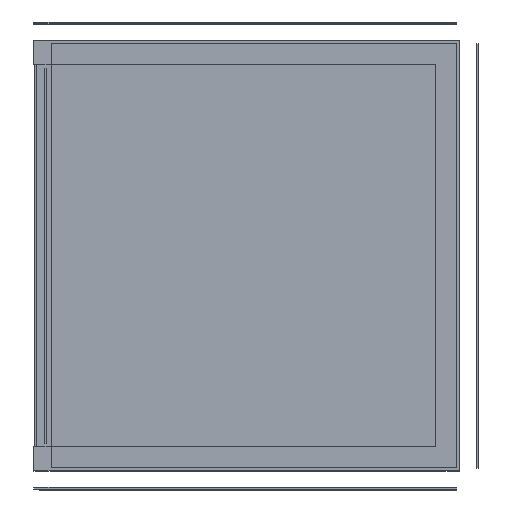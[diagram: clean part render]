
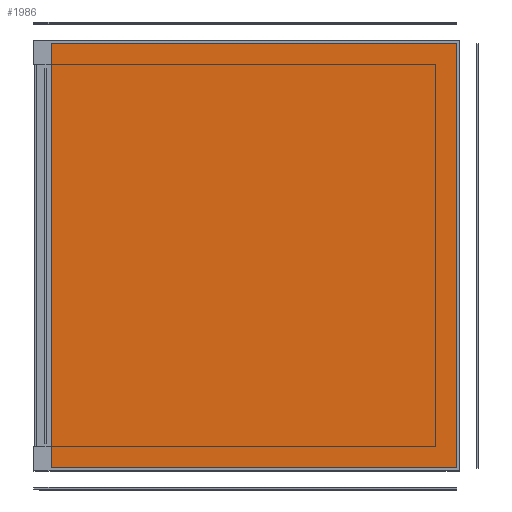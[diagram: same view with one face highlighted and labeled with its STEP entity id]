
A CAD part, top view. The second image highlights one B-rep face of the part: STEP entity #1986.
In plain terms, the highlighted planar face has unit normal (0, 0, 1).
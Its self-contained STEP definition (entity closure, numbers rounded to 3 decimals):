
#46=FACE_OUTER_BOUND('',#169,.T.);
#169=EDGE_LOOP('',(#1319,#1320,#1321,#1322));
#293=LINE('',#2797,#571);
#296=LINE('',#2803,#574);
#299=LINE('',#2809,#577);
#302=LINE('',#2813,#580);
#571=VECTOR('',#2269,10.);
#574=VECTOR('',#2274,10.);
#577=VECTOR('',#2279,10.);
#580=VECTOR('',#2284,10.);
#849=VERTEX_POINT('',#2794);
#850=VERTEX_POINT('',#2796);
#852=VERTEX_POINT('',#2802);
#854=VERTEX_POINT('',#2808);
#1027=EDGE_CURVE('',#850,#849,#293,.T.);
#1030=EDGE_CURVE('',#852,#850,#296,.T.);
#1033=EDGE_CURVE('',#854,#852,#299,.T.);
#1036=EDGE_CURVE('',#849,#854,#302,.T.);
#1319=ORIENTED_EDGE('',*,*,#1036,.T.);
#1320=ORIENTED_EDGE('',*,*,#1033,.T.);
#1321=ORIENTED_EDGE('',*,*,#1030,.T.);
#1322=ORIENTED_EDGE('',*,*,#1027,.T.);
#1863=PLANE('',#2144);
#1986=ADVANCED_FACE('',(#46),#1863,.T.);
#2144=AXIS2_PLACEMENT_3D('',#2814,#2285,#2286);
#2269=DIRECTION('',(0.,-1.,0.));
#2274=DIRECTION('',(-1.,0.,0.));
#2279=DIRECTION('',(0.,1.,0.));
#2284=DIRECTION('',(1.,0.,0.));
#2285=DIRECTION('center_axis',(0.,0.,1.));
#2286=DIRECTION('ref_axis',(1.,0.,0.));
#2794=CARTESIAN_POINT('',(-349.758,-355.,639.15));
#2796=CARTESIAN_POINT('',(-349.758,355.,639.15));
#2797=CARTESIAN_POINT('',(-349.758,355.,639.15));
#2802=CARTESIAN_POINT('',(328.242,355.,639.15));
#2803=CARTESIAN_POINT('',(328.242,355.,639.15));
#2808=CARTESIAN_POINT('',(328.242,-355.,639.15));
#2809=CARTESIAN_POINT('',(328.242,-355.,639.15));
#2813=CARTESIAN_POINT('',(-349.758,-355.,639.15));
#2814=CARTESIAN_POINT('Origin',(-10.758,0.,639.15));
